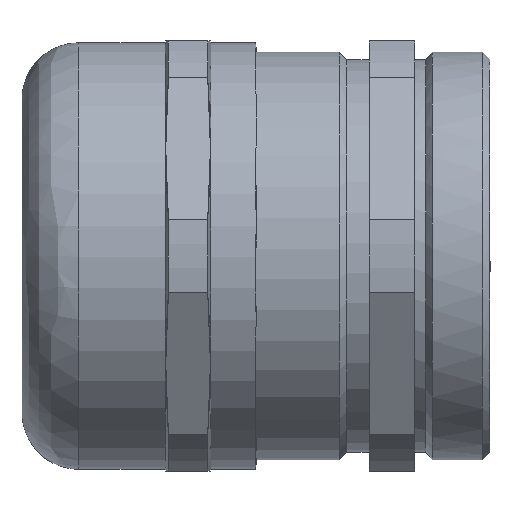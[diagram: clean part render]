
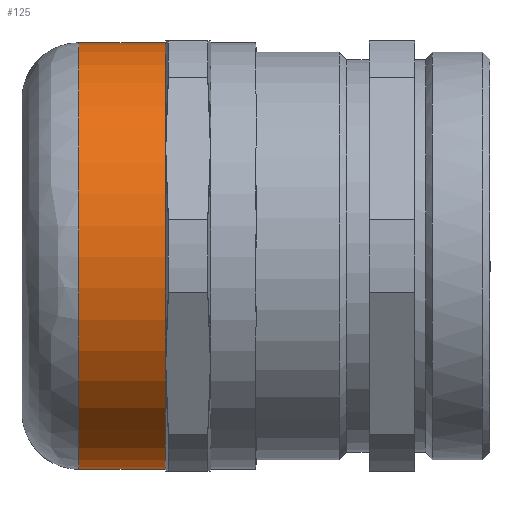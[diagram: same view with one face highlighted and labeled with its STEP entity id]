
A CAD part, front view. The second image highlights one B-rep face of the part: STEP entity #125.
In plain terms, the highlighted free-form (B-spline) face has degree [2, 1] with [9, 2] control points.
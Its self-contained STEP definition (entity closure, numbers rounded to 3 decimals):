
#125=ADVANCED_FACE('',(#227),#1548,.T.);
#227=FACE_OUTER_BOUND('',#342,.T.);
#342=EDGE_LOOP('',(#744,#745,#746,#747));
#744=ORIENTED_EDGE('',*,*,#1007,.T.);
#745=ORIENTED_EDGE('',*,*,#1036,.F.);
#746=ORIENTED_EDGE('',*,*,#1008,.T.);
#747=ORIENTED_EDGE('',*,*,#1034,.T.);
#1007=EDGE_CURVE('',#1436,#1435,#1283,.T.);
#1008=EDGE_CURVE('',#1434,#1437,#1284,.T.);
#1034=EDGE_CURVE('',#1437,#1436,#1300,.T.);
#1036=EDGE_CURVE('',#1434,#1435,#1302,.T.);
#1283=(
BOUNDED_CURVE()
B_SPLINE_CURVE(1,(#4482,#4483),.UNSPECIFIED.,.F.,.F.)
B_SPLINE_CURVE_WITH_KNOTS((2,2),(-11.5,0.),.UNSPECIFIED.)
CURVE()
GEOMETRIC_REPRESENTATION_ITEM()
RATIONAL_B_SPLINE_CURVE((1.,1.))
REPRESENTATION_ITEM('')
);
#1284=(
BOUNDED_CURVE()
B_SPLINE_CURVE(1,(#4484,#4485),.UNSPECIFIED.,.F.,.F.)
B_SPLINE_CURVE_WITH_KNOTS((2,2),(0.,11.5),.UNSPECIFIED.)
CURVE()
GEOMETRIC_REPRESENTATION_ITEM()
RATIONAL_B_SPLINE_CURVE((1.,1.))
REPRESENTATION_ITEM('')
);
#1300=(
BOUNDED_CURVE()
B_SPLINE_CURVE(2,(#4559,#4560,#4561,#4562,#4563),.UNSPECIFIED.,.F.,.F.)
B_SPLINE_CURVE_WITH_KNOTS((3,2,3),(-97.782,-65.188,
-32.594),.UNSPECIFIED.)
CURVE()
GEOMETRIC_REPRESENTATION_ITEM()
RATIONAL_B_SPLINE_CURVE((1.,0.707,1.,0.707,1.))
REPRESENTATION_ITEM('')
);
#1302=(
BOUNDED_CURVE()
B_SPLINE_CURVE(2,(#4569,#4570,#4571,#4572,#4573),.UNSPECIFIED.,.F.,.F.)
B_SPLINE_CURVE_WITH_KNOTS((3,2,3),(-88.75,-44.375,
0.),.UNSPECIFIED.)
CURVE()
GEOMETRIC_REPRESENTATION_ITEM()
RATIONAL_B_SPLINE_CURVE((1.,0.707,1.,0.707,1.))
REPRESENTATION_ITEM('')
);
#1434=VERTEX_POINT('',#4138);
#1435=VERTEX_POINT('',#4139);
#1436=VERTEX_POINT('',#4140);
#1437=VERTEX_POINT('',#4141);
#1548=(
BOUNDED_SURFACE()
B_SPLINE_SURFACE(2,1,((#3961,#3962),(#3963,#3964),(#3965,#3966),(#3967,
#3968),(#3969,#3970),(#3971,#3972),(#3973,#3974),(#3975,#3976),(#3977,#3978)),
 .UNSPECIFIED.,.T.,.F.,.F.)
B_SPLINE_SURFACE_WITH_KNOTS((3,2,2,2,3),(2,2),(0.,44.375,88.75,
133.125,177.5),(0.,13.801),.UNSPECIFIED.)
GEOMETRIC_REPRESENTATION_ITEM()
RATIONAL_B_SPLINE_SURFACE(((1.,1.),(0.707,0.707),
(1.,1.),(0.707,0.707),(1.,1.),(0.707,
0.707),(1.,1.),(0.707,0.707),(1.,1.)))
REPRESENTATION_ITEM('')
SURFACE()
);
#3961=CARTESIAN_POINT('',(20.15,28.25,19.95));
#3962=CARTESIAN_POINT('',(6.35,28.25,19.95));
#3963=CARTESIAN_POINT('',(20.15,28.25,-8.3));
#3964=CARTESIAN_POINT('',(6.35,28.25,-8.3));
#3965=CARTESIAN_POINT('',(20.15,0.,-8.3));
#3966=CARTESIAN_POINT('',(6.35,0.,-8.3));
#3967=CARTESIAN_POINT('',(20.15,-28.25,-8.3));
#3968=CARTESIAN_POINT('',(6.35,-28.25,-8.3));
#3969=CARTESIAN_POINT('',(20.15,-28.25,19.95));
#3970=CARTESIAN_POINT('',(6.35,-28.25,19.95));
#3971=CARTESIAN_POINT('',(20.15,-28.25,48.2));
#3972=CARTESIAN_POINT('',(6.35,-28.25,48.2));
#3973=CARTESIAN_POINT('',(20.15,0.,48.2));
#3974=CARTESIAN_POINT('',(6.35,0.,48.2));
#3975=CARTESIAN_POINT('',(20.15,28.25,48.2));
#3976=CARTESIAN_POINT('',(6.35,28.25,48.2));
#3977=CARTESIAN_POINT('',(20.15,28.25,19.95));
#3978=CARTESIAN_POINT('',(6.35,28.25,19.95));
#4138=CARTESIAN_POINT('',(19.,0.,48.2));
#4139=CARTESIAN_POINT('',(19.,0.,-8.3));
#4140=CARTESIAN_POINT('',(7.5,0.,-8.3));
#4141=CARTESIAN_POINT('',(7.5,0.,48.2));
#4482=CARTESIAN_POINT('',(7.5,0.,-8.3));
#4483=CARTESIAN_POINT('',(19.,0.,-8.3));
#4484=CARTESIAN_POINT('',(19.,0.,48.2));
#4485=CARTESIAN_POINT('',(7.5,0.,48.2));
#4559=CARTESIAN_POINT('',(7.5,0.,48.2));
#4560=CARTESIAN_POINT('',(7.5,-28.25,48.2));
#4561=CARTESIAN_POINT('',(7.5,-28.25,19.95));
#4562=CARTESIAN_POINT('',(7.5,-28.25,-8.3));
#4563=CARTESIAN_POINT('',(7.5,0.,-8.3));
#4569=CARTESIAN_POINT('',(19.,0.,48.2));
#4570=CARTESIAN_POINT('',(19.,-28.25,48.2));
#4571=CARTESIAN_POINT('',(19.,-28.25,19.95));
#4572=CARTESIAN_POINT('',(19.,-28.25,-8.3));
#4573=CARTESIAN_POINT('',(19.,0.,-8.3));
